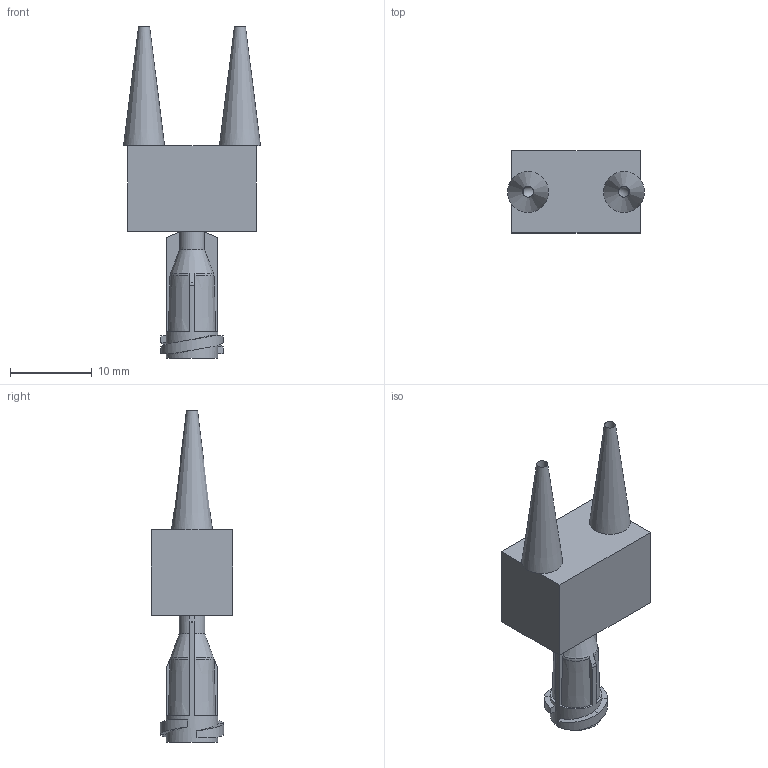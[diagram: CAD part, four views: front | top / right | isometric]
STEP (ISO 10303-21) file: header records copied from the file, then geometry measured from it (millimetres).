
FILE_DESCRIPTION(/* description */ (''),/* implementation_level */ '2;1');
FILE_NAME(/* name */ '2Output90DegSplit.step',/* time_stamp */ '2025-09-10T09:13:27+03:00',/* author */ (''),/* organization */ (''),/* preprocessor_version */ 'ST-DEVELOPER v20.1',/* originating_system */ 'Autodesk Translation Framework v14.10.0.0',/* authorisation */ '');
FILE_SCHEMA (('AUTOMOTIVE_DESIGN { 1 0 10303 214 3 1 1 }'));
Length unit declared in the file: millimetre
Products named in the file (3): 2 outlet 5mm inlet 5mm pipe block; LuerLock needle; 1.35 Needle Design
Assembly tree (3 placements, depth 2):
  2 outlet 5mm inlet 5mm pipe block
    LuerLock needle
    1.35 Needle Design  x2
Bounding box: 16.7 x 10 x 40.51 mm (x, y, z)
Volume: 2029.7 mm3; surface area: 1935.6 mm2
Topology: 4 solids, 4 shells, 76 faces, 207 edges, 137 vertices
Faces by surface type: plane 30, cylinder 14, cone 13, torus 10, bspline 9
Full cylindrical faces by diameter (mm): 1.35 x8, 3.1 x1, 6.3 x1
Entity records: 2935 total; most frequent: CARTESIAN_POINT 985, ORIENTED_EDGE 402, DIRECTION 360, EDGE_CURVE 201, AXIS2_PLACEMENT_3D 145, VERTEX_POINT 133, EDGE_LOOP 80, FACE_OUTER_BOUND 73
